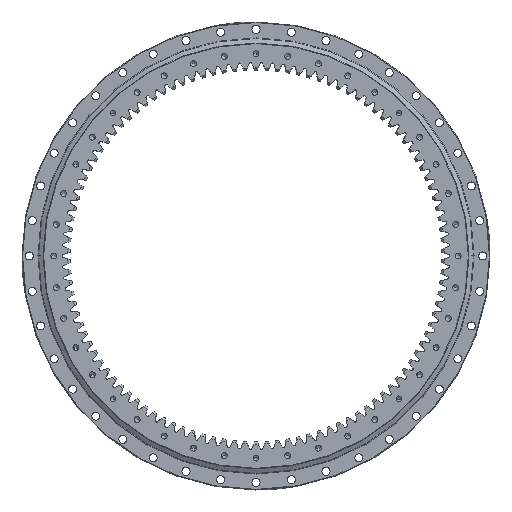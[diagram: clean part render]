
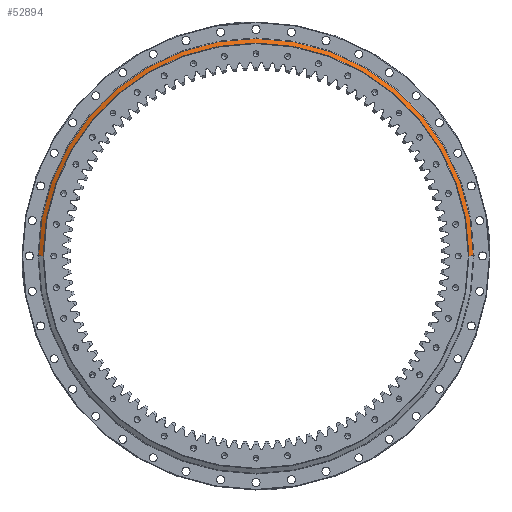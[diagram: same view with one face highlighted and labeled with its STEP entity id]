
A CAD part, top view. The second image highlights one B-rep face of the part: STEP entity #52894.
In plain terms, the highlighted conical face has half-angle 58.57 degrees and reference radius 371.25 mm.
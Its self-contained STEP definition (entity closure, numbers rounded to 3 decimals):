
#20 = VERTEX_POINT ( 'NONE', #39078 ) ;
#2671 = CONICAL_SURFACE ( 'NONE', #35938, 371.25, 1.022 ) ;
#3558 = CIRCLE ( 'NONE', #25516, 371.25 ) ;
#5541 = LINE ( 'NONE', #19046, #15955 ) ;
#6310 = EDGE_CURVE ( 'NONE', #25757, #33093, #10544, .T. ) ;
#6390 = DIRECTION ( 'NONE',  ( 0., -0.521, -0.853 ) ) ;
#8530 = CARTESIAN_POINT ( 'NONE',  ( 364.25, 2., 0. ) ) ;
#8947 = ORIENTED_EDGE ( 'NONE', *, *, #51518, .T. ) ;
#9702 = DIRECTION ( 'NONE',  ( 0., -0.521, 0.853 ) ) ;
#9744 = CARTESIAN_POINT ( 'NONE',  ( 364.25, -2.61, 378.794 ) ) ;
#10544 = LINE ( 'NONE', #44124, #35860 ) ;
#13492 = CARTESIAN_POINT ( 'NONE',  ( 364.25, 2., -371.25 ) ) ;
#14317 = AXIS2_PLACEMENT_3D ( 'NONE', #37566, #51499, #18328 ) ;
#14760 = CIRCLE ( 'NONE', #14317, 378.794 ) ;
#15840 = DIRECTION ( 'NONE',  ( 0., -1., 0. ) ) ;
#15955 = VECTOR ( 'NONE', #9702, 1000. ) ;
#16429 = ORIENTED_EDGE ( 'NONE', *, *, #60943, .T. ) ;
#18328 = DIRECTION ( 'NONE',  ( 0., 0., -1. ) ) ;
#19046 = CARTESIAN_POINT ( 'NONE',  ( 364.25, 2., 371.25 ) ) ;
#24764 = CARTESIAN_POINT ( 'NONE',  ( 364.25, -2.61, -378.794 ) ) ;
#25516 = AXIS2_PLACEMENT_3D ( 'NONE', #44464, #15840, #43863 ) ;
#25757 = VERTEX_POINT ( 'NONE', #13492 ) ;
#29536 = FACE_OUTER_BOUND ( 'NONE', #37628, .T. ) ;
#30542 = VERTEX_POINT ( 'NONE', #9744 ) ;
#33093 = VERTEX_POINT ( 'NONE', #24764 ) ;
#35860 = VECTOR ( 'NONE', #6390, 1000. ) ;
#35938 = AXIS2_PLACEMENT_3D ( 'NONE', #8530, #46245, #50821 ) ;
#37159 = EDGE_CURVE ( 'NONE', #33093, #30542, #14760, .T. ) ;
#37566 = CARTESIAN_POINT ( 'NONE',  ( 364.25, -2.61, 0. ) ) ;
#37628 = EDGE_LOOP ( 'NONE', ( #8947, #16429, #47625, #57983 ) ) ;
#39078 = CARTESIAN_POINT ( 'NONE',  ( 364.25, 2., 371.25 ) ) ;
#43863 = DIRECTION ( 'NONE',  ( 0., 0., -1. ) ) ;
#44124 = CARTESIAN_POINT ( 'NONE',  ( 364.25, 2., -371.25 ) ) ;
#44464 = CARTESIAN_POINT ( 'NONE',  ( 364.25, 2., 0. ) ) ;
#46245 = DIRECTION ( 'NONE',  ( 0., -1., 0. ) ) ;
#47625 = ORIENTED_EDGE ( 'NONE', *, *, #37159, .F. ) ;
#50821 = DIRECTION ( 'NONE',  ( 0., 0., -1. ) ) ;
#51499 = DIRECTION ( 'NONE',  ( 0., -1., 0. ) ) ;
#51518 = EDGE_CURVE ( 'NONE', #25757, #20, #3558, .T. ) ;
#52894 = ADVANCED_FACE ( 'NONE', ( #29536 ), #2671, .T. ) ;
#57983 = ORIENTED_EDGE ( 'NONE', *, *, #6310, .F. ) ;
#60943 = EDGE_CURVE ( 'NONE', #20, #30542, #5541, .T. ) ;
